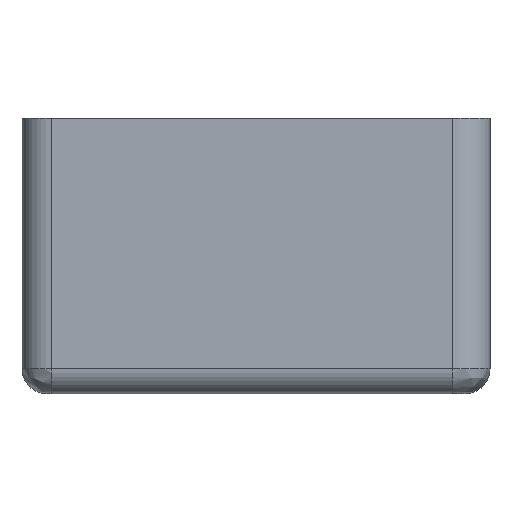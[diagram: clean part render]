
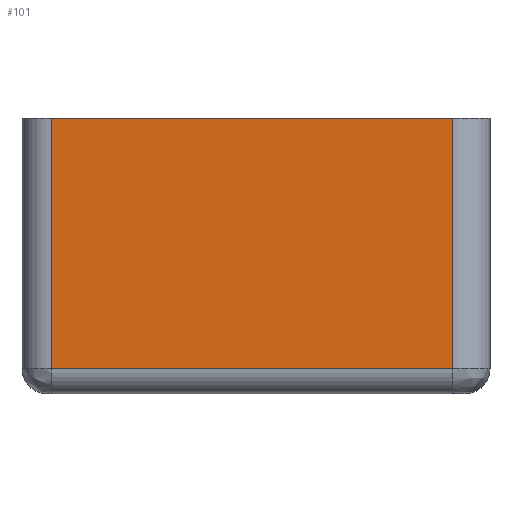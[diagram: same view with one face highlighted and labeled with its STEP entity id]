
A CAD part, left-side view. The second image highlights one B-rep face of the part: STEP entity #101.
In plain terms, the highlighted planar face has unit normal (-1, 0, 0).
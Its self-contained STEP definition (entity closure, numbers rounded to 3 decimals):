
#101 = ADVANCED_FACE( '', ( #180 ), #181, .F. );
#180 = FACE_OUTER_BOUND( '', #343, .T. );
#181 = PLANE( '', #344 );
#343 = EDGE_LOOP( '', ( #603, #604, #605, #606 ) );
#344 = AXIS2_PLACEMENT_3D( '', #607, #608, #609 );
#603 = ORIENTED_EDGE( '', *, *, #881, .F. );
#604 = ORIENTED_EDGE( '', *, *, #889, .F. );
#605 = ORIENTED_EDGE( '', *, *, #799, .T. );
#606 = ORIENTED_EDGE( '', *, *, #868, .F. );
#607 = CARTESIAN_POINT( '', ( -53., -47.5, -30. ) );
#608 = DIRECTION( '', ( 1., 0., 0. ) );
#609 = DIRECTION( '', ( 0., -1., 0. ) );
#799 = EDGE_CURVE( '', #937, #935, #938, .T. );
#868 = EDGE_CURVE( '', #1053, #935, #1056, .T. );
#881 = EDGE_CURVE( '', #1067, #1053, #1077, .T. );
#889 = EDGE_CURVE( '', #937, #1067, #1088, .T. );
#935 = VERTEX_POINT( '', #1147 );
#937 = VERTEX_POINT( '', #1149 );
#938 = LINE( '', #1150, #1151 );
#1053 = VERTEX_POINT( '', #1310 );
#1056 = LINE( '', #1313, #1314 );
#1067 = VERTEX_POINT( '', #1326 );
#1077 = LINE( '', #1336, #1337 );
#1088 = LINE( '', #1351, #1352 );
#1147 = CARTESIAN_POINT( '', ( -53., 2., 0. ) );
#1149 = CARTESIAN_POINT( '', ( -53., -46., 0. ) );
#1150 = CARTESIAN_POINT( '', ( -53., -35., 0. ) );
#1151 = VECTOR( '', #1425, 1000. );
#1310 = CARTESIAN_POINT( '', ( -53., 2., -30. ) );
#1313 = CARTESIAN_POINT( '', ( -53., 2., -30. ) );
#1314 = VECTOR( '', #1542, 1000. );
#1326 = CARTESIAN_POINT( '', ( -53., -46., -30. ) );
#1336 = CARTESIAN_POINT( '', ( -53., -35., -30. ) );
#1337 = VECTOR( '', #1577, 1000. );
#1351 = CARTESIAN_POINT( '', ( -53., -46., -30. ) );
#1352 = VECTOR( '', #1593, 1000. );
#1425 = DIRECTION( '', ( 0., 1., 0. ) );
#1542 = DIRECTION( '', ( 0., 0., 1. ) );
#1577 = DIRECTION( '', ( 0., 1., 0. ) );
#1593 = DIRECTION( '', ( 0., 0., -1. ) );
